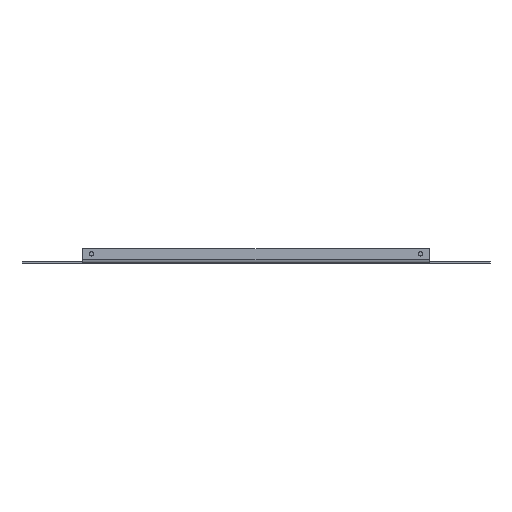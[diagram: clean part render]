
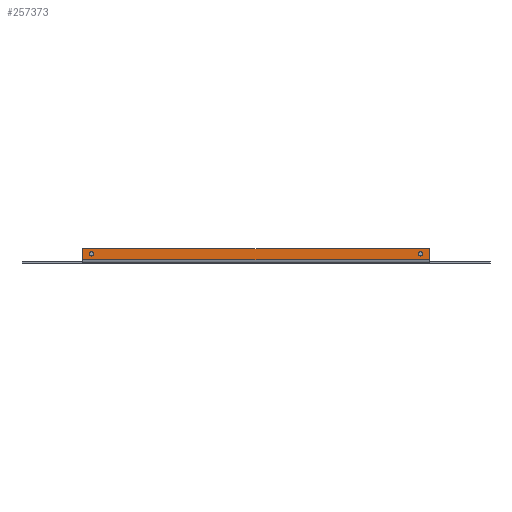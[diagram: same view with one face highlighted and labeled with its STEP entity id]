
A CAD part, left-side view. The second image highlights one B-rep face of the part: STEP entity #257373.
In plain terms, the highlighted planar face has unit normal (-1, 0, 0).
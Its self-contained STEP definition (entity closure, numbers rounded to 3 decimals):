
#17=FACE_BOUND('',#39586,.T.);
#18=FACE_BOUND('',#39587,.T.);
#15822=PLANE('',#269285);
#27701=FACE_OUTER_BOUND('',#39585,.T.);
#39585=EDGE_LOOP('',(#221661,#221662,#221663,#221664));
#39586=EDGE_LOOP('',(#221665));
#39587=EDGE_LOOP('',(#221666));
#79115=LINE('',#399850,#114743);
#79119=LINE('',#399862,#114747);
#79126=LINE('',#399878,#114754);
#79128=LINE('',#399881,#114756);
#114743=VECTOR('',#328584,10.);
#114747=VECTOR('',#328594,1.44);
#114754=VECTOR('',#328607,10.);
#114756=VECTOR('',#328611,10.);
#114819=CIRCLE('',#257423,1.25);
#114821=CIRCLE('',#257426,1.25);
#114831=VERTEX_POINT('',#328736);
#114833=VERTEX_POINT('',#328742);
#138535=VERTEX_POINT('',#399848);
#138536=VERTEX_POINT('',#399849);
#138541=VERTEX_POINT('',#399860);
#138547=VERTEX_POINT('',#399877);
#138591=EDGE_CURVE('',#114831,#114831,#114819,.T.);
#138594=EDGE_CURVE('',#114833,#114833,#114821,.T.);
#174147=EDGE_CURVE('',#138535,#138536,#79115,.T.);
#174153=EDGE_CURVE('',#138541,#138536,#79119,.T.);
#174161=EDGE_CURVE('',#138547,#138541,#79126,.T.);
#174163=EDGE_CURVE('',#138535,#138547,#79128,.T.);
#221661=ORIENTED_EDGE('',*,*,#174147,.T.);
#221662=ORIENTED_EDGE('',*,*,#174153,.F.);
#221663=ORIENTED_EDGE('',*,*,#174161,.F.);
#221664=ORIENTED_EDGE('',*,*,#174163,.F.);
#221665=ORIENTED_EDGE('',*,*,#138591,.T.);
#221666=ORIENTED_EDGE('',*,*,#138594,.T.);
#257373=ADVANCED_FACE('',(#27701,#17,#18),#15822,.F.);
#257423=AXIS2_PLACEMENT_3D('',#328737,#269320,#269321);
#257426=AXIS2_PLACEMENT_3D('',#328743,#269327,#269328);
#269285=AXIS2_PLACEMENT_3D('',#399880,#328609,#328610);
#269320=DIRECTION('center_axis',(1.,0.,0.));
#269321=DIRECTION('ref_axis',(0.,0.,
1.));
#269327=DIRECTION('center_axis',(1.,0.,0.));
#269328=DIRECTION('ref_axis',(0.,0.,
1.));
#328584=DIRECTION('',(0.,-1.,0.));
#328594=DIRECTION('',(0.,0.,-1.));
#328607=DIRECTION('',(0.,-1.,0.));
#328609=DIRECTION('center_axis',(1.,0.,0.));
#328610=DIRECTION('ref_axis',(0.,0.,-1.));
#328611=DIRECTION('',(0.,0.,1.));
#328736=CARTESIAN_POINT('',(-205.44,96.,4.25));
#328737=CARTESIAN_POINT('Origin',(-205.44,96.,5.5));
#328742=CARTESIAN_POINT('',(-205.44,-96.,4.25));
#328743=CARTESIAN_POINT('Origin',(-205.44,-96.,5.5));
#399848=CARTESIAN_POINT('',(-205.44,101.,2.));
#399849=CARTESIAN_POINT('',(-205.44,-101.,2.));
#399850=CARTESIAN_POINT('',(-205.44,0.,2.));
#399860=CARTESIAN_POINT('',(-205.44,-101.,8.5));
#399862=CARTESIAN_POINT('',(-205.44,-101.,-2.524));
#399877=CARTESIAN_POINT('',(-205.44,101.,8.5));
#399878=CARTESIAN_POINT('',(-205.44,101.,8.5));
#399880=CARTESIAN_POINT('Origin',(-205.44,0.,4.119));
#399881=CARTESIAN_POINT('',(-205.44,101.,2.));
